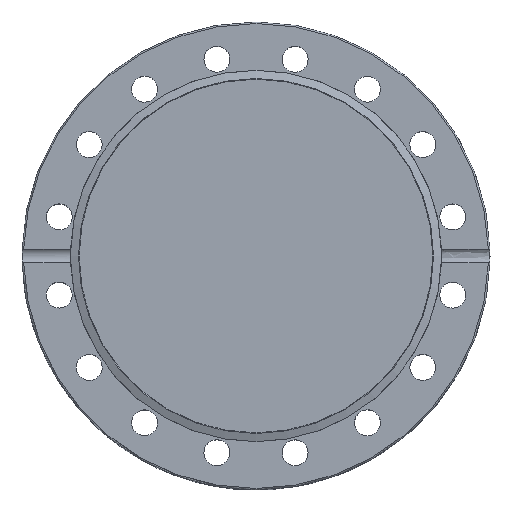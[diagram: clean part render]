
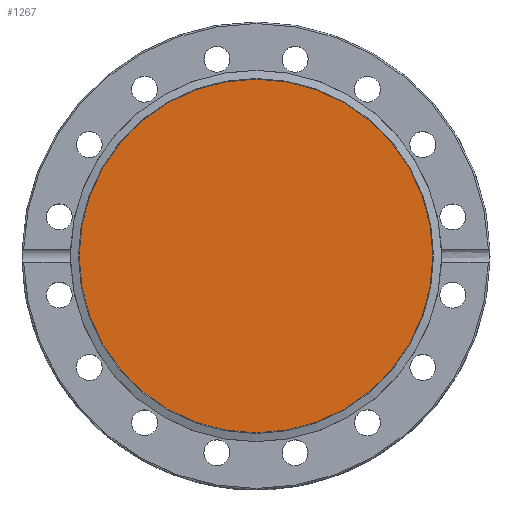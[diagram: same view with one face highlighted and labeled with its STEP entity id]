
A CAD part, top view. The second image highlights one B-rep face of the part: STEP entity #1267.
In plain terms, the highlighted planar face has unit normal (0, 0, 1).
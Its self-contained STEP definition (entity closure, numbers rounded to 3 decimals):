
#1244=CARTESIAN_POINT('',(0.0,-57.432,18.8));
#1245=VERTEX_POINT('',#1244);
#1246=CARTESIAN_POINT('',(0.0,0.,18.8));
#1247=DIRECTION('',(0.0,0.0,-1.0));
#1248=DIRECTION('',(0.0,-1.0,0.0));
#1249=AXIS2_PLACEMENT_3D('',#1246,#1247,#1248);
#1250=CIRCLE('',#1249,57.432);
#1251=EDGE_CURVE('',#1245,#1245,#1250,.T.);
#1259=CARTESIAN_POINT('',(0.0,-28.716,18.8));
#1260=DIRECTION('',(0.0,0.0,-1.0));
#1261=DIRECTION('',(-1.0,0.0,0.0));
#1262=AXIS2_PLACEMENT_3D('',#1259,#1260,#1261);
#1263=PLANE('',#1262);
#1264=ORIENTED_EDGE('',*,*,#1251,.F.);
#1265=EDGE_LOOP('',(#1264));
#1266=FACE_OUTER_BOUND('',#1265,.T.);
#1267=ADVANCED_FACE('',(#1266),#1263,.F.);
